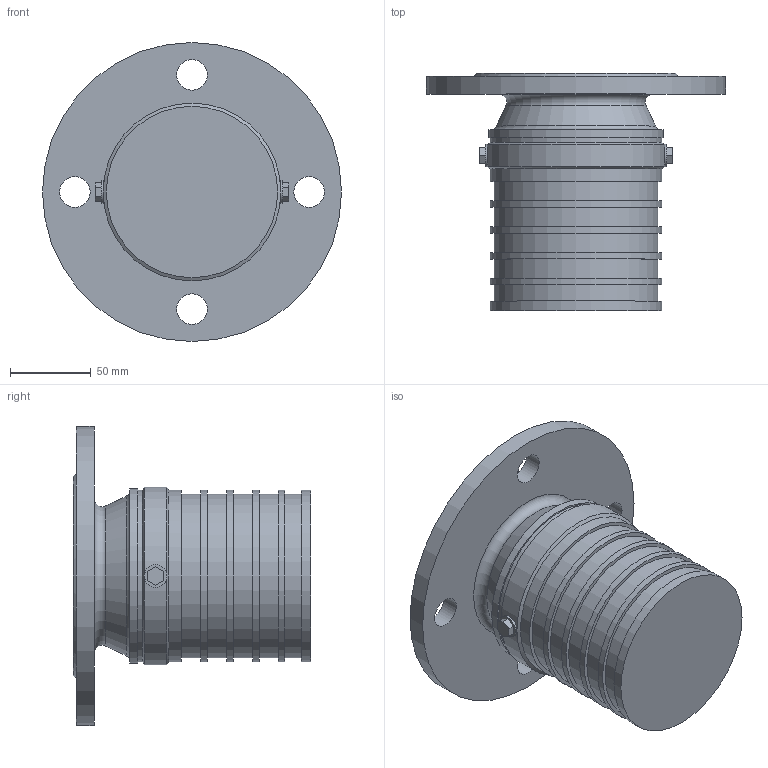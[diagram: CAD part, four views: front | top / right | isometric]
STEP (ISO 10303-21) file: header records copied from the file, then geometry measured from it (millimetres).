
FILE_DESCRIPTION(/* description */ ('STEP AP203'),/* implementation_level */ '2;1');
FILE_NAME(/* name */ 'socla_46_149B 2816',/* time_stamp */ '2023-06-16T14:02:04+02:00',/* author */ ('License CC BY-ND 4.0'),/* organization */ ('CADENAS'),/* preprocessor_version */ 'ST-DEVELOPER v19.3',/* originating_system */ 'PARTsolutions',/* authorisation */ ' ');
FILE_SCHEMA (('CONFIG_CONTROL_DESIGN'));
Length unit declared in the file: millimetre
Products named in the file (1): socla_46_149B 2816
Bounding box: 185 x 147 x 185 mm (x, y, z)
Volume: 570706.8 mm3; surface area: 163469.5 mm2
Topology: 1 solids, 1 shells, 78 faces, 160 edges, 101 vertices
Faces by surface type: plane 41, cylinder 28, cone 7, torus 2
Full cylindrical faces by diameter (mm): 6 x2, 14 x2, 19 x4, 65 x1, 85 x1, 92 x1, 101.4 x6, 106 x7, 108 x1, 185 x1
Entity records: 2418 total; most frequent: CARTESIAN_POINT 333, DIRECTION 332, ORIENTED_EDGE 234, AXIS2_PLACEMENT_3D 146, EDGE_LOOP 138, FACE_BOUND 138, EDGE_CURVE 117, VERTEX_POINT 93
